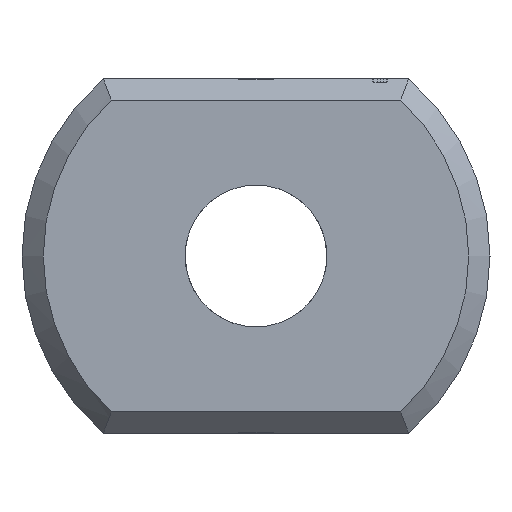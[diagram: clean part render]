
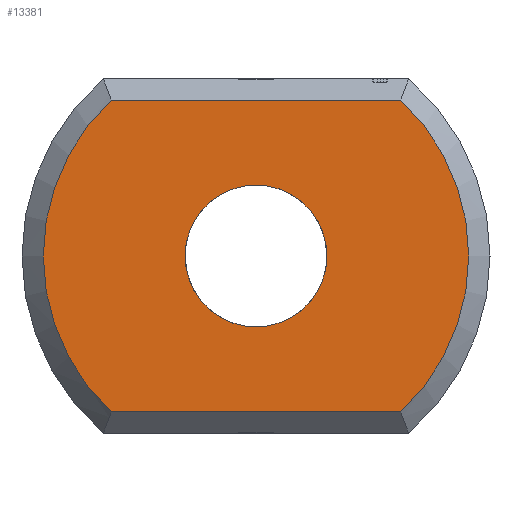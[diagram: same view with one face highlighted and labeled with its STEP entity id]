
A CAD part, left-side view. The second image highlights one B-rep face of the part: STEP entity #13381.
In plain terms, the highlighted planar face has unit normal (-1, 0, 0).
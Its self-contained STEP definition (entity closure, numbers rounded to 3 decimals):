
#3343 = VERTEX_POINT('',#3344);
#3344 = CARTESIAN_POINT('',(0.,-2.04,2.2));
#3353 = VERTEX_POINT('',#3354);
#3354 = CARTESIAN_POINT('',(0.,-2.04,-2.2));
#3361 = EDGE_CURVE('',#3343,#3353,#3362,.T.);
#3362 = CIRCLE('',#3363,3.);
#3363 = AXIS2_PLACEMENT_3D('',#3364,#3365,#3366);
#3364 = CARTESIAN_POINT('',(0.,0.,0.));
#3365 = DIRECTION('',(1.,0.,0.));
#3366 = DIRECTION('',(0.,-0.653,0.758)
  );
#3748 = VERTEX_POINT('',#3749);
#3749 = CARTESIAN_POINT('',(0.,2.04,2.2));
#3756 = EDGE_CURVE('',#3343,#3748,#3757,.T.);
#3757 = LINE('',#3758,#3759);
#3758 = CARTESIAN_POINT('',(0.,-2.154,2.2));
#3759 = VECTOR('',#3760,1.);
#3760 = DIRECTION('',(0.,1.,0.));
#13381 = ADVANCED_FACE('',(#13382,#13401),#13412,.F.);
#13382 = FACE_BOUND('',#13383,.F.);
#13383 = EDGE_LOOP('',(#13384,#13393,#13394,#13395));
#13384 = ORIENTED_EDGE('',*,*,#13385,.T.);
#13385 = EDGE_CURVE('',#13386,#3748,#13388,.T.);
#13386 = VERTEX_POINT('',#13387);
#13387 = CARTESIAN_POINT('',(0.,2.04,-2.2));
#13388 = CIRCLE('',#13389,3.);
#13389 = AXIS2_PLACEMENT_3D('',#13390,#13391,#13392);
#13390 = CARTESIAN_POINT('',(0.,0.,0.));
#13391 = DIRECTION('',(1.,0.,0.));
#13392 = DIRECTION('',(0.,0.653,-0.758)
  );
#13393 = ORIENTED_EDGE('',*,*,#3756,.F.);
#13394 = ORIENTED_EDGE('',*,*,#3361,.T.);
#13395 = ORIENTED_EDGE('',*,*,#13396,.T.);
#13396 = EDGE_CURVE('',#3353,#13386,#13397,.T.);
#13397 = LINE('',#13398,#13399);
#13398 = CARTESIAN_POINT('',(0.,-2.154,-2.2));
#13399 = VECTOR('',#13400,1.);
#13400 = DIRECTION('',(0.,1.,0.));
#13401 = FACE_BOUND('',#13402,.T.);
#13402 = EDGE_LOOP('',(#13403));
#13403 = ORIENTED_EDGE('',*,*,#13404,.T.);
#13404 = EDGE_CURVE('',#13405,#13405,#13407,.T.);
#13405 = VERTEX_POINT('',#13406);
#13406 = CARTESIAN_POINT('',(0.,1.,0.)
  );
#13407 = CIRCLE('',#13408,1.);
#13408 = AXIS2_PLACEMENT_3D('',#13409,#13410,#13411);
#13409 = CARTESIAN_POINT('',(0.,0.,0.));
#13410 = DIRECTION('',(1.,0.,0.));
#13411 = DIRECTION('',(0.,1.,0.));
#13412 = PLANE('',#13413);
#13413 = AXIS2_PLACEMENT_3D('',#13414,#13415,#13416);
#13414 = CARTESIAN_POINT('',(0.,0.,0.));
#13415 = DIRECTION('',(1.,0.,0.));
#13416 = DIRECTION('',(0.,0.,1.));
